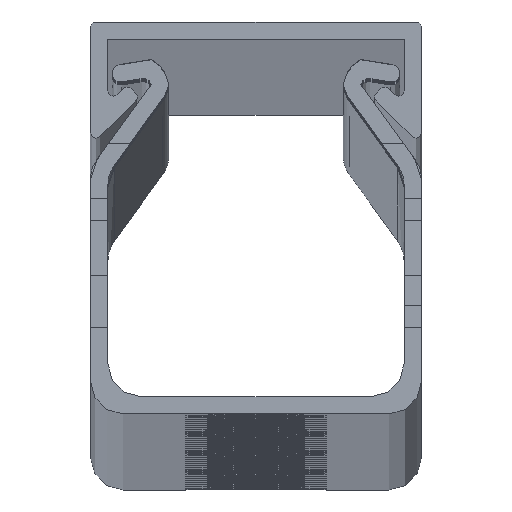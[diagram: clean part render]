
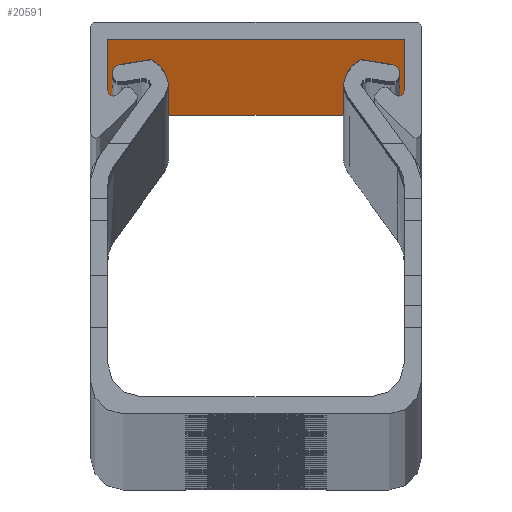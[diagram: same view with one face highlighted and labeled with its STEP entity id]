
A CAD part, top view. The second image highlights one B-rep face of the part: STEP entity #20591.
In plain terms, the highlighted planar face has unit normal (0, -1, 0).
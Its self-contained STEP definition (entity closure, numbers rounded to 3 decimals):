
#295 = CARTESIAN_POINT ( 'NONE',  ( -6.8, 17.2, 1016.234 ) ) ;
#722 = CARTESIAN_POINT ( 'NONE',  ( -6.8, 17.2, 1000. ) ) ;
#833 = EDGE_CURVE ( 'NONE', #24454, #10937, #24755, .T. ) ;
#2360 = VECTOR ( 'NONE', #10890, 1000. ) ;
#2976 = DIRECTION ( 'NONE',  ( 0., 1., 0. ) ) ;
#2997 = CARTESIAN_POINT ( 'NONE',  ( 6.8, 17.2, -1000. ) ) ;
#3014 = LINE ( 'NONE', #22875, #28124 ) ;
#4615 = DIRECTION ( 'NONE',  ( 1., 0., 0. ) ) ;
#5481 = PLANE ( 'NONE',  #17122 ) ;
#7058 = EDGE_CURVE ( 'NONE', #29872, #30462, #3014, .T. ) ;
#7421 = DIRECTION ( 'NONE',  ( 0., 0., -1. ) ) ;
#7492 = FACE_OUTER_BOUND ( 'NONE', #19108, .T. ) ;
#10890 = DIRECTION ( 'NONE',  ( -1., 0., 0. ) ) ;
#10937 = VERTEX_POINT ( 'NONE', #31122 ) ;
#11675 = CARTESIAN_POINT ( 'NONE',  ( -6.8, 17.2, 1000. ) ) ;
#11825 = VECTOR ( 'NONE', #7421, 1000. ) ;
#13048 = EDGE_CURVE ( 'NONE', #29872, #24454, #29512, .T. ) ;
#14994 = DIRECTION ( 'NONE',  ( 0., 0., 1. ) ) ;
#15739 = EDGE_CURVE ( 'NONE', #10937, #30462, #22286, .T. ) ;
#17015 = ORIENTED_EDGE ( 'NONE', *, *, #15739, .T. ) ;
#17122 = AXIS2_PLACEMENT_3D ( 'NONE', #295, #2976, #14994 ) ;
#17603 = CARTESIAN_POINT ( 'NONE',  ( -6.8, 17.2, 1016.234 ) ) ;
#19108 = EDGE_LOOP ( 'NONE', ( #32798, #28711, #24715, #17015 ) ) ;
#20591 = ADVANCED_FACE ( 'NONE', ( #7492 ), #5481, .F. ) ;
#22286 = LINE ( 'NONE', #29448, #23241 ) ;
#22875 = CARTESIAN_POINT ( 'NONE',  ( 6.8, 17.2, 1016.234 ) ) ;
#23241 = VECTOR ( 'NONE', #4615, 1000. ) ;
#23631 = CARTESIAN_POINT ( 'NONE',  ( 6.8, 17.2, 1000. ) ) ;
#24454 = VERTEX_POINT ( 'NONE', #11675 ) ;
#24715 = ORIENTED_EDGE ( 'NONE', *, *, #833, .T. ) ;
#24755 = LINE ( 'NONE', #17603, #11825 ) ;
#28124 = VECTOR ( 'NONE', #30988, 1000. ) ;
#28711 = ORIENTED_EDGE ( 'NONE', *, *, #13048, .T. ) ;
#29448 = CARTESIAN_POINT ( 'NONE',  ( -6.8, 17.2, -1000. ) ) ;
#29512 = LINE ( 'NONE', #722, #2360 ) ;
#29872 = VERTEX_POINT ( 'NONE', #23631 ) ;
#30462 = VERTEX_POINT ( 'NONE', #2997 ) ;
#30988 = DIRECTION ( 'NONE',  ( 0., 0., -1. ) ) ;
#31122 = CARTESIAN_POINT ( 'NONE',  ( -6.8, 17.2, -1000. ) ) ;
#32798 = ORIENTED_EDGE ( 'NONE', *, *, #7058, .F. ) ;
